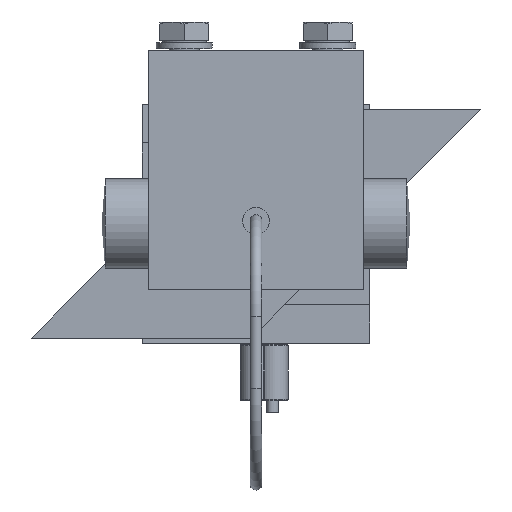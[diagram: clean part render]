
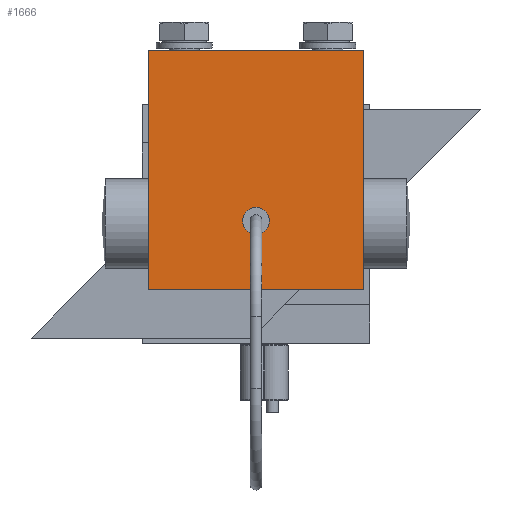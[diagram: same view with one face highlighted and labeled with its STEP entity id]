
A CAD part, front view. The second image highlights one B-rep face of the part: STEP entity #1666.
In plain terms, the highlighted planar face has unit normal (0, -1, 0).
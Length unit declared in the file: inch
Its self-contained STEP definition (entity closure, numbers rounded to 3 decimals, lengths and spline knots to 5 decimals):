
#135=CARTESIAN_POINT('',(1.26563,0.,-1.78125));
#136=VERTEX_POINT('',#135);
#137=CARTESIAN_POINT('',(1.125,0.,-1.78125));
#138=DIRECTION('',(0.0,1.0,0.0));
#139=DIRECTION('',(1.0,0.0,0.0));
#140=AXIS2_PLACEMENT_3D('',#137,#138,#139);
#141=CIRCLE('',#140,0.14063);
#142=EDGE_CURVE('',#136,#136,#141,.T.);
#1522=CARTESIAN_POINT('',(0.0,0.,-2.5));
#1523=VERTEX_POINT('',#1522);
#1530=CARTESIAN_POINT('',(0.0,0.0,0.0));
#1531=VERTEX_POINT('',#1530);
#1532=CARTESIAN_POINT('',(0.0,0.,-2.5));
#1533=DIRECTION('',(0.0,0.0,1.0));
#1534=VECTOR('',#1533,2.5);
#1535=LINE('',#1532,#1534);
#1536=EDGE_CURVE('',#1523,#1531,#1535,.T.);
#1622=CARTESIAN_POINT('',(2.25,0.,-2.5));
#1623=VERTEX_POINT('',#1622);
#1630=CARTESIAN_POINT('',(0.0,0.,-2.5));
#1631=DIRECTION('',(1.0,0.0,0.0));
#1632=VECTOR('',#1631,2.25);
#1633=LINE('',#1630,#1632);
#1634=EDGE_CURVE('',#1523,#1623,#1633,.T.);
#1640=CARTESIAN_POINT('',(0.0,0.,-2.5));
#1641=DIRECTION('',(0.0,-1.0,0.0));
#1642=DIRECTION('',(0.0,0.0,-1.0));
#1643=AXIS2_PLACEMENT_3D('',#1640,#1641,#1642);
#1644=PLANE('',#1643);
#1645=CARTESIAN_POINT('',(2.25,0.0,0.0));
#1646=VERTEX_POINT('',#1645);
#1647=CARTESIAN_POINT('',(2.25,0.,-2.5));
#1648=DIRECTION('',(0.0,0.0,1.0));
#1649=VECTOR('',#1648,2.5);
#1650=LINE('',#1647,#1649);
#1651=EDGE_CURVE('',#1623,#1646,#1650,.T.);
#1652=ORIENTED_EDGE('',*,*,#1651,.T.);
#1653=CARTESIAN_POINT('',(0.0,0.0,0.0));
#1654=DIRECTION('',(1.0,0.0,0.0));
#1655=VECTOR('',#1654,2.25);
#1656=LINE('',#1653,#1655);
#1657=EDGE_CURVE('',#1531,#1646,#1656,.T.);
#1658=ORIENTED_EDGE('',*,*,#1657,.F.);
#1659=ORIENTED_EDGE('',*,*,#1536,.F.);
#1660=ORIENTED_EDGE('',*,*,#1634,.T.);
#1661=EDGE_LOOP('',(#1652,#1658,#1659,#1660));
#1662=FACE_OUTER_BOUND('',#1661,.T.);
#1663=ORIENTED_EDGE('',*,*,#142,.T.);
#1664=EDGE_LOOP('',(#1663));
#1665=FACE_BOUND('',#1664,.T.);
#1666=ADVANCED_FACE('',(#1662,#1665),#1644,.T.);
